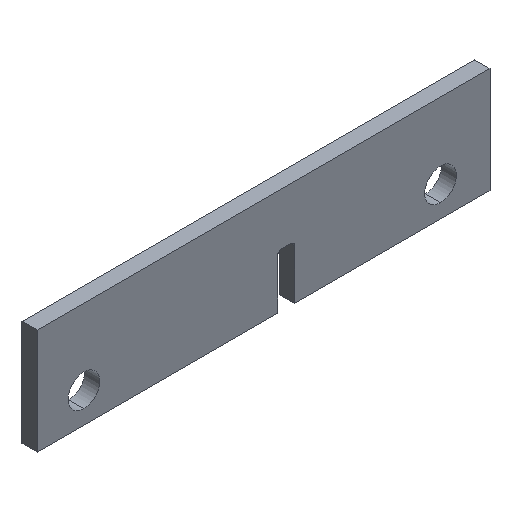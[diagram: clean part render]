
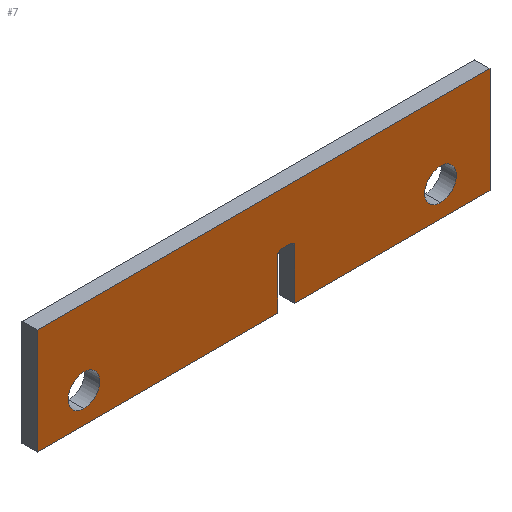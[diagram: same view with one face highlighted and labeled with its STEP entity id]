
A CAD part, isometric view. The second image highlights one B-rep face of the part: STEP entity #7.
In plain terms, the highlighted planar face has unit normal (0, -1, 0).
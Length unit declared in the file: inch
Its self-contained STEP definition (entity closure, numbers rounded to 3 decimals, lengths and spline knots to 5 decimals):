
#3 = ORIENTED_EDGE ( 'NONE', *, *, #509, .T. ) ;
#7 = ADVANCED_FACE ( 'NONE', ( #478, #297, #175 ), #8, .T. ) ;
#8 = PLANE ( 'NONE',  #70 ) ;
#10 = DIRECTION ( 'NONE',  ( 0., 0., -1. ) ) ;
#18 = VERTEX_POINT ( 'NONE', #136 ) ;
#29 = EDGE_CURVE ( 'NONE', #344, #363, #262, .T. ) ;
#30 = CARTESIAN_POINT ( 'NONE',  ( 97.405, 2.05906, 11.60677 ) ) ;
#34 = CIRCLE ( 'NONE', #77, 0.525 ) ;
#37 = VERTEX_POINT ( 'NONE', #349 ) ;
#41 = ORIENTED_EDGE ( 'NONE', *, *, #96, .T. ) ;
#44 = EDGE_CURVE ( 'NONE', #460, #37, #260, .T. ) ;
#46 = VECTOR ( 'NONE', #101, 39.37008 ) ;
#56 = DIRECTION ( 'NONE',  ( 0., 0., -1. ) ) ;
#62 = ORIENTED_EDGE ( 'NONE', *, *, #385, .T. ) ;
#66 = EDGE_CURVE ( 'NONE', #295, #131, #429, .T. ) ;
#68 = DIRECTION ( 'NONE',  ( 1., 0., 0. ) ) ;
#70 = AXIS2_PLACEMENT_3D ( 'NONE', #94, #425, #427 ) ;
#73 = CARTESIAN_POINT ( 'NONE',  ( 104., 2.05906, 9.82677 ) ) ;
#74 = CARTESIAN_POINT ( 'NONE',  ( 96.97, 2.05906, 11.48177 ) ) ;
#76 = CARTESIAN_POINT ( 'NONE',  ( 89., 2.05906, 9.82677 ) ) ;
#77 = AXIS2_PLACEMENT_3D ( 'NONE', #234, #386, #56 ) ;
#85 = CARTESIAN_POINT ( 'NONE',  ( 102.3622, 2.05906, 10.30177 ) ) ;
#86 = EDGE_CURVE ( 'NONE', #37, #460, #34, .T. ) ;
#87 = VECTOR ( 'NONE', #477, 39.37008 ) ;
#89 = EDGE_CURVE ( 'NONE', #202, #123, #187, .T. ) ;
#91 = DIRECTION ( 'NONE',  ( 0., 1., 0. ) ) ;
#94 = CARTESIAN_POINT ( 'NONE',  ( 89., 2.05906, 9.82677 ) ) ;
#95 = AXIS2_PLACEMENT_3D ( 'NONE', #433, #91, #138 ) ;
#96 = EDGE_CURVE ( 'NONE', #123, #344, #268, .T. ) ;
#100 = LINE ( 'NONE', #532, #173 ) ;
#101 = DIRECTION ( 'NONE',  ( 0., 0., -1. ) ) ;
#106 = VERTEX_POINT ( 'NONE', #400 ) ;
#111 = DIRECTION ( 'NONE',  ( 1., 0., 0. ) ) ;
#113 = ORIENTED_EDGE ( 'NONE', *, *, #29, .T. ) ;
#116 = ORIENTED_EDGE ( 'NONE', *, *, #66, .T. ) ;
#122 = CARTESIAN_POINT ( 'NONE',  ( 96.97, 2.05906, 9.82677 ) ) ;
#123 = VERTEX_POINT ( 'NONE', #525 ) ;
#125 = CARTESIAN_POINT ( 'NONE',  ( 96.97, 2.05906, 9.82677 ) ) ;
#131 = VERTEX_POINT ( 'NONE', #206 ) ;
#135 = CARTESIAN_POINT ( 'NONE',  ( 90.55118, 2.05906, 10.82677 ) ) ;
#136 = CARTESIAN_POINT ( 'NONE',  ( 89., 2.05906, 9.82677 ) ) ;
#138 = DIRECTION ( 'NONE',  ( 0., 0., -1. ) ) ;
#139 = VECTOR ( 'NONE', #68, 39.37008 ) ;
#141 = ORIENTED_EDGE ( 'NONE', *, *, #44, .T. ) ;
#145 = CARTESIAN_POINT ( 'NONE',  ( 97.53, 2.05906, 9.82677 ) ) ;
#155 = DIRECTION ( 'NONE',  ( 0., 0., -1. ) ) ;
#156 = CARTESIAN_POINT ( 'NONE',  ( 104., 2.05906, 13.32677 ) ) ;
#168 = VECTOR ( 'NONE', #413, 39.37008 ) ;
#173 = VECTOR ( 'NONE', #111, 39.37008 ) ;
#175 = FACE_OUTER_BOUND ( 'NONE', #185, .T. ) ;
#176 = ORIENTED_EDGE ( 'NONE', *, *, #290, .T. ) ;
#180 = VECTOR ( 'NONE', #264, 39.37008 ) ;
#184 = AXIS2_PLACEMENT_3D ( 'NONE', #356, #272, #155 ) ;
#185 = EDGE_LOOP ( 'NONE', ( #3, #62, #542, #176, #526, #41, #113, #467, #373, #221 ) ) ;
#186 = CARTESIAN_POINT ( 'NONE',  ( 102.3622, 2.05906, 10.82677 ) ) ;
#187 = LINE ( 'NONE', #145, #46 ) ;
#202 = VERTEX_POINT ( 'NONE', #415 ) ;
#206 = CARTESIAN_POINT ( 'NONE',  ( 102.3622, 2.05906, 11.35177 ) ) ;
#220 = AXIS2_PLACEMENT_3D ( 'NONE', #186, #346, #476 ) ;
#221 = ORIENTED_EDGE ( 'NONE', *, *, #540, .T. ) ;
#228 = AXIS2_PLACEMENT_3D ( 'NONE', #347, #320, #267 ) ;
#230 = CARTESIAN_POINT ( 'NONE',  ( 104., 2.05906, 9.82677 ) ) ;
#234 = CARTESIAN_POINT ( 'NONE',  ( 90.55118, 2.05906, 10.82677 ) ) ;
#237 = VERTEX_POINT ( 'NONE', #74 ) ;
#243 = LINE ( 'NONE', #483, #139 ) ;
#253 = VERTEX_POINT ( 'NONE', #122 ) ;
#257 = VERTEX_POINT ( 'NONE', #30 ) ;
#260 = CIRCLE ( 'NONE', #329, 0.525 ) ;
#262 = LINE ( 'NONE', #230, #180 ) ;
#263 = CARTESIAN_POINT ( 'NONE',  ( 90.55118, 2.05906, 10.30177 ) ) ;
#264 = DIRECTION ( 'NONE',  ( 0., 0., 1. ) ) ;
#267 = DIRECTION ( 'NONE',  ( 0., 0., -1. ) ) ;
#268 = LINE ( 'NONE', #437, #333 ) ;
#272 = DIRECTION ( 'NONE',  ( 0., 1., 0. ) ) ;
#274 = EDGE_CURVE ( 'NONE', #106, #363, #100, .T. ) ;
#282 = VERTEX_POINT ( 'NONE', #517 ) ;
#288 = DIRECTION ( 'NONE',  ( 0., 0., 1. ) ) ;
#290 = EDGE_CURVE ( 'NONE', #257, #202, #387, .T. ) ;
#295 = VERTEX_POINT ( 'NONE', #85 ) ;
#297 = FACE_BOUND ( 'NONE', #503, .T. ) ;
#320 = DIRECTION ( 'NONE',  ( 0., 1., 0. ) ) ;
#328 = LINE ( 'NONE', #125, #543 ) ;
#329 = AXIS2_PLACEMENT_3D ( 'NONE', #135, #469, #10 ) ;
#333 = VECTOR ( 'NONE', #395, 39.37008 ) ;
#335 = EDGE_CURVE ( 'NONE', #18, #106, #440, .T. ) ;
#344 = VERTEX_POINT ( 'NONE', #73 ) ;
#346 = DIRECTION ( 'NONE',  ( 0., 1., 0. ) ) ;
#347 = CARTESIAN_POINT ( 'NONE',  ( 97.405, 2.05906, 11.48177 ) ) ;
#349 = CARTESIAN_POINT ( 'NONE',  ( 90.55118, 2.05906, 11.35177 ) ) ;
#356 = CARTESIAN_POINT ( 'NONE',  ( 97.095, 2.05906, 11.48177 ) ) ;
#363 = VERTEX_POINT ( 'NONE', #156 ) ;
#373 = ORIENTED_EDGE ( 'NONE', *, *, #335, .F. ) ;
#379 = EDGE_CURVE ( 'NONE', #282, #257, #243, .T. ) ;
#385 = EDGE_CURVE ( 'NONE', #237, #282, #448, .T. ) ;
#386 = DIRECTION ( 'NONE',  ( 0., 1., 0. ) ) ;
#387 = CIRCLE ( 'NONE', #228, 0.125 ) ;
#395 = DIRECTION ( 'NONE',  ( 1., 0., 0. ) ) ;
#397 = CIRCLE ( 'NONE', #220, 0.525 ) ;
#400 = CARTESIAN_POINT ( 'NONE',  ( 89., 2.05906, 13.32677 ) ) ;
#413 = DIRECTION ( 'NONE',  ( 1., 0., 0. ) ) ;
#415 = CARTESIAN_POINT ( 'NONE',  ( 97.53, 2.05906, 11.48177 ) ) ;
#419 = CARTESIAN_POINT ( 'NONE',  ( 89., 2.05906, 9.82677 ) ) ;
#425 = DIRECTION ( 'NONE',  ( 0., -1., 0. ) ) ;
#427 = DIRECTION ( 'NONE',  ( 0., 0., -1. ) ) ;
#429 = CIRCLE ( 'NONE', #95, 0.525 ) ;
#433 = CARTESIAN_POINT ( 'NONE',  ( 102.3622, 2.05906, 10.82677 ) ) ;
#437 = CARTESIAN_POINT ( 'NONE',  ( 89., 2.05906, 9.82677 ) ) ;
#440 = LINE ( 'NONE', #419, #87 ) ;
#448 = CIRCLE ( 'NONE', #184, 0.125 ) ;
#460 = VERTEX_POINT ( 'NONE', #263 ) ;
#467 = ORIENTED_EDGE ( 'NONE', *, *, #274, .F. ) ;
#469 = DIRECTION ( 'NONE',  ( 0., 1., 0. ) ) ;
#470 = EDGE_CURVE ( 'NONE', #131, #295, #397, .T. ) ;
#476 = DIRECTION ( 'NONE',  ( 0., 0., -1. ) ) ;
#477 = DIRECTION ( 'NONE',  ( 0., 0., 1. ) ) ;
#478 = FACE_BOUND ( 'NONE', #486, .T. ) ;
#483 = CARTESIAN_POINT ( 'NONE',  ( 97., 2.05906, 11.60677 ) ) ;
#486 = EDGE_LOOP ( 'NONE', ( #116, #522 ) ) ;
#492 = LINE ( 'NONE', #76, #168 ) ;
#503 = EDGE_LOOP ( 'NONE', ( #141, #539 ) ) ;
#509 = EDGE_CURVE ( 'NONE', #253, #237, #328, .T. ) ;
#517 = CARTESIAN_POINT ( 'NONE',  ( 97.095, 2.05906, 11.60677 ) ) ;
#522 = ORIENTED_EDGE ( 'NONE', *, *, #470, .T. ) ;
#525 = CARTESIAN_POINT ( 'NONE',  ( 97.53, 2.05906, 9.82677 ) ) ;
#526 = ORIENTED_EDGE ( 'NONE', *, *, #89, .T. ) ;
#532 = CARTESIAN_POINT ( 'NONE',  ( 89., 2.05906, 13.32677 ) ) ;
#539 = ORIENTED_EDGE ( 'NONE', *, *, #86, .T. ) ;
#540 = EDGE_CURVE ( 'NONE', #18, #253, #492, .T. ) ;
#542 = ORIENTED_EDGE ( 'NONE', *, *, #379, .T. ) ;
#543 = VECTOR ( 'NONE', #288, 39.37008 ) ;
